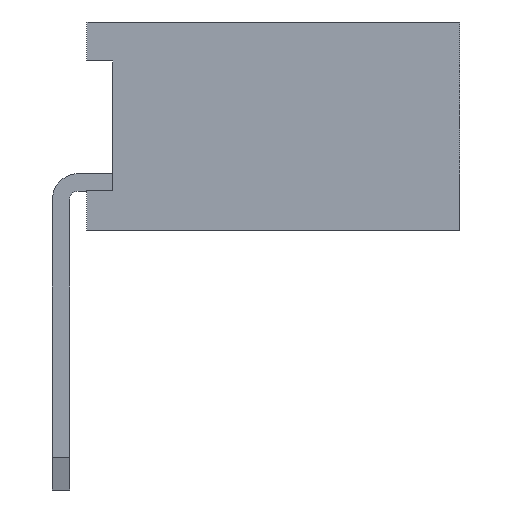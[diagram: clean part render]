
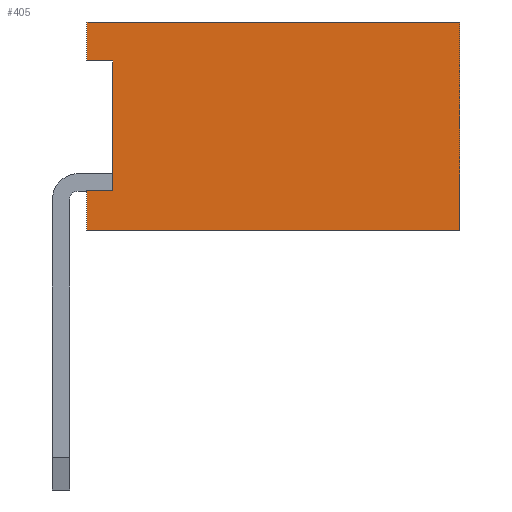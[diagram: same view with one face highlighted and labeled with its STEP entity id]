
A CAD part, left-side view. The second image highlights one B-rep face of the part: STEP entity #405.
In plain terms, the highlighted planar face has unit normal (-1, 0, 0).
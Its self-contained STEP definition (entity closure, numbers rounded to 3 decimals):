
#405=ADVANCED_FACE('',(#16859),#16861,.T.);
#16859=FACE_BOUND('',#16860,.T.);
#16860=EDGE_LOOP('',(#29981,#29982,#29983,#29984,#29985,#29986,#29987,#29988));
#16861=PLANE('',#16862);
#16862=AXIS2_PLACEMENT_3D('',#16863,#16864,#16865);
#16863=CARTESIAN_POINT('',(-1.,-4.6,0.));
#16864=DIRECTION('',(-1.,0.,0.));
#16865=DIRECTION('',(0.,0.,1.));
#29981=ORIENTED_EDGE('',*,*,#39805,.T.);
#29982=ORIENTED_EDGE('',*,*,#39929,.T.);
#29983=ORIENTED_EDGE('',*,*,#39686,.T.);
#29984=ORIENTED_EDGE('',*,*,#39928,.F.);
#29985=ORIENTED_EDGE('',*,*,#39930,.F.);
#29986=ORIENTED_EDGE('',*,*,#39931,.T.);
#29987=ORIENTED_EDGE('',*,*,#39932,.T.);
#29988=ORIENTED_EDGE('',*,*,#39923,.F.);
#39686=EDGE_CURVE('',#44668,#44665,#44669,.F.);
#39805=EDGE_CURVE('',#44906,#44904,#44907,.F.);
#39923=EDGE_CURVE('',#44906,#45135,#45136,.T.);
#39928=EDGE_CURVE('',#45142,#44665,#45144,.T.);
#39929=EDGE_CURVE('',#44904,#44668,#45145,.T.);
#39930=EDGE_CURVE('',#45146,#45142,#45147,.T.);
#39931=EDGE_CURVE('',#45146,#45148,#45149,.T.);
#39932=EDGE_CURVE('',#45148,#45135,#45150,.T.);
#44665=VERTEX_POINT('',#52853);
#44668=VERTEX_POINT('',#52858);
#44669=LINE('',#52859,#52860);
#44904=VERTEX_POINT('',#53330);
#44906=VERTEX_POINT('',#53334);
#44907=LINE('',#53335,#53336);
#45135=VERTEX_POINT('',#53799);
#45136=LINE('',#53800,#53801);
#45142=VERTEX_POINT('',#53814);
#45144=LINE('',#53818,#53819);
#45145=LINE('',#53821,#53822);
#45146=VERTEX_POINT('',#53824);
#45147=LINE('',#53825,#53826);
#45148=VERTEX_POINT('',#53828);
#45149=LINE('',#53829,#53830);
#45150=LINE('',#53832,#53833);
#52853=CARTESIAN_POINT('',(-1.,-0.3,0.45));
#52858=CARTESIAN_POINT('',(-1.,-0.6,0.45));
#52859=CARTESIAN_POINT('',(-1.,-0.3,0.45));
#52860=VECTOR('',#52861,1.);
#52861=DIRECTION('',(0.,-1.,0.));
#53330=CARTESIAN_POINT('',(-1.,-0.6,1.95));
#53334=CARTESIAN_POINT('',(-1.,-0.3,1.95));
#53335=CARTESIAN_POINT('',(-1.,-0.6,1.95));
#53336=VECTOR('',#53337,1.);
#53337=DIRECTION('',(0.,1.,0.));
#53799=CARTESIAN_POINT('',(-1.,-0.3,2.4));
#53800=CARTESIAN_POINT('',(-1.,-0.3,1.95));
#53801=VECTOR('',#53802,1.);
#53802=DIRECTION('',(0.,0.,1.));
#53814=CARTESIAN_POINT('',(-1.,-0.3,0.));
#53818=CARTESIAN_POINT('',(-1.,-0.3,0.));
#53819=VECTOR('',#53820,1.);
#53820=DIRECTION('',(0.,0.,1.));
#53821=CARTESIAN_POINT('',(-1.,-0.6,1.95));
#53822=VECTOR('',#53823,1.);
#53823=DIRECTION('',(0.,0.,-1.));
#53824=CARTESIAN_POINT('',(-1.,-4.6,0.));
#53825=CARTESIAN_POINT('',(-1.,-4.6,0.));
#53826=VECTOR('',#53827,1.);
#53827=DIRECTION('',(0.,1.,0.));
#53828=CARTESIAN_POINT('',(-1.,-4.6,2.4));
#53829=CARTESIAN_POINT('',(-1.,-4.6,0.));
#53830=VECTOR('',#53831,1.);
#53831=DIRECTION('',(0.,0.,1.));
#53832=CARTESIAN_POINT('',(-1.,-4.6,2.4));
#53833=VECTOR('',#53834,1.);
#53834=DIRECTION('',(0.,1.,0.));
